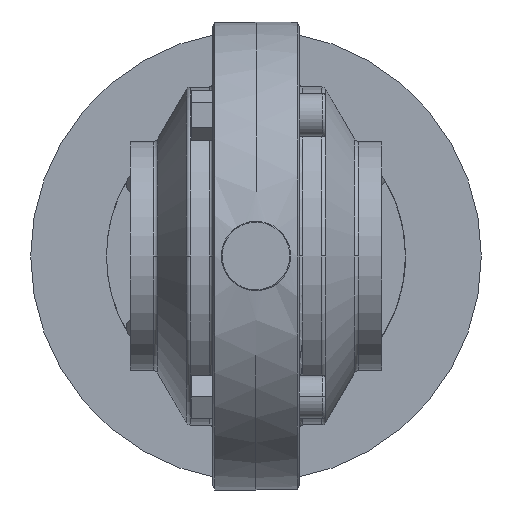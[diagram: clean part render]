
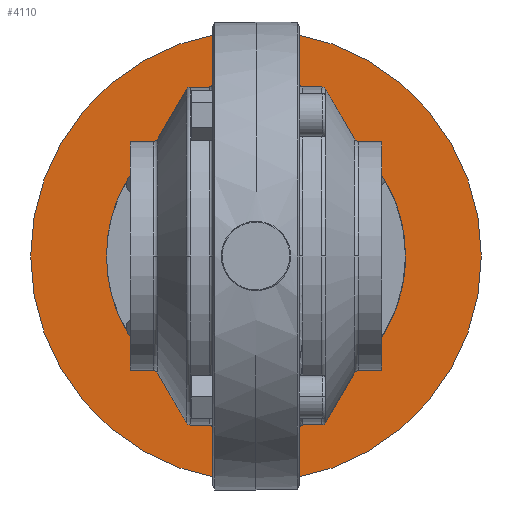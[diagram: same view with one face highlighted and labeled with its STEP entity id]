
A CAD part, front view. The second image highlights one B-rep face of the part: STEP entity #4110.
In plain terms, the highlighted planar face has unit normal (0, -1, 0).
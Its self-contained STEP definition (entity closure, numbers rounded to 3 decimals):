
#3570=CARTESIAN_POINT('',(0.,129.341,
0.001));
#3580=DIRECTION('',(0.,-1.,0.));
#3590=DIRECTION('',(-1.,0.,0.));
#3600=AXIS2_PLACEMENT_3D('',#3570,#3580,#3590);
#3610=PLANE('',#3600);
#3620=CARTESIAN_POINT('',(0.,129.341,
0.001));
#3630=DIRECTION('',(0.,-1.,0.));
#3640=DIRECTION('',(0.,0.,1.));
#3650=AXIS2_PLACEMENT_3D('',#3620,#3630,#3640);
#3660=CIRCLE('',#3650,52.);
#3670=CARTESIAN_POINT('',(-52.,129.341,
0.001));
#3680=VERTEX_POINT('',#3670);
#3690=CARTESIAN_POINT('',(52.,129.341,
0.001));
#3700=VERTEX_POINT('',#3690);
#3710=EDGE_CURVE('',#3680,#3700,#3660,.T.);
#3720=ORIENTED_EDGE('',*,*,#3710,.T.);
#3730=CARTESIAN_POINT('',(0.,129.341,
52.001));
#3740=VERTEX_POINT('',#3730);
#3750=EDGE_CURVE('',#3740,#3680,#3660,.T.);
#3760=ORIENTED_EDGE('',*,*,#3750,.T.);
#3770=EDGE_CURVE('',#3700,#3740,#3660,.T.);
#3780=ORIENTED_EDGE('',*,*,#3770,.T.);
#3790=EDGE_LOOP('',(#3780,#3760,#3720));
#3800=FACE_OUTER_BOUND('',#3790,.T.);
#3810=CARTESIAN_POINT('',(0.,129.341,
0.));
#3820=DIRECTION('',(0.,-1.,0.));
#3830=DIRECTION('',(-1.,0.,0.));
#3840=AXIS2_PLACEMENT_3D('',#3810,#3820,#3830);
#3850=CIRCLE('',#3840,34.5);
#3860=CARTESIAN_POINT('',(-34.5,129.341,
0.));
#3870=VERTEX_POINT('',#3860);
#3880=CARTESIAN_POINT('',(34.5,129.341,
0.));
#3890=VERTEX_POINT('',#3880);
#3900=EDGE_CURVE('',#3870,#3890,#3850,.T.);
#3910=ORIENTED_EDGE('',*,*,#3900,.F.);
#3920=EDGE_CURVE('',#3890,#3870,#3850,.T.);
#3930=ORIENTED_EDGE('',*,*,#3920,.F.);
#3940=EDGE_LOOP('',(#3930,#3910));
#3950=FACE_BOUND('',#3940,.T.);
#3960=CARTESIAN_POINT('',(0.,129.341,
43.501));
#3970=DIRECTION('',(0.,-1.,0.));
#3980=DIRECTION('',(0.,0.,1.));
#3990=AXIS2_PLACEMENT_3D('',#3960,#3970,#3980);
#4000=CIRCLE('',#3990,6.5);
#4010=CARTESIAN_POINT('',(0.,129.341,
50.001));
#4020=VERTEX_POINT('',#4010);
#4030=CARTESIAN_POINT('',(0.,129.341,
37.001));
#4040=VERTEX_POINT('',#4030);
#4050=EDGE_CURVE('',#4020,#4040,#4000,.T.);
#4060=ORIENTED_EDGE('',*,*,#4050,.F.);
#4070=EDGE_CURVE('',#4040,#4020,#4000,.T.);
#4080=ORIENTED_EDGE('',*,*,#4070,.F.);
#4090=EDGE_LOOP('',(#4080,#4060));
#4100=FACE_BOUND('',#4090,.T.);
#4110=ADVANCED_FACE('',(#3800,#3950,#4100),#3610,.T.);
